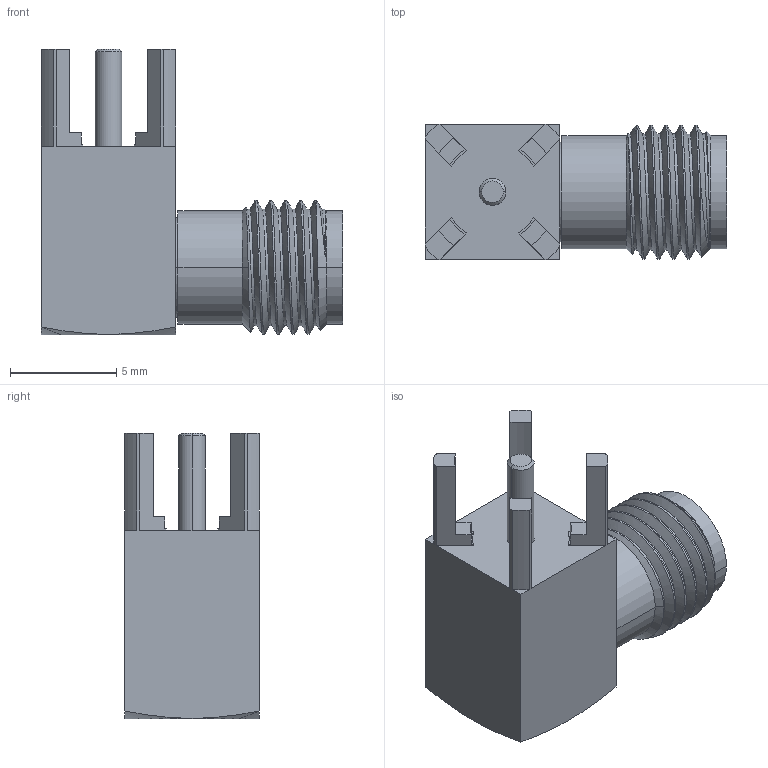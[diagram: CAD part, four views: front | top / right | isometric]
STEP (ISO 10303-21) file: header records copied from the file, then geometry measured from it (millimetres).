
FILE_DESCRIPTION((''),'2;1');
FILE_NAME('901-143-3_SW0001','2019-12-11T',('Kaviyarasan'),(''),'CREO PARAMETRIC BY PTC INC, 2018360','CREO PARAMETRIC BY PTC INC, 2018360','');
FILE_SCHEMA(('CONFIG_CONTROL_DESIGN'));
Length unit declared in the file: millimetre
Products named in the file (1): 901-143-3_SW0001
Bounding box: 14.22 x 6.35 x 13.46 mm (x, y, z)
Volume: 539.9 mm3; surface area: 630.5 mm2
Topology: 1 solids, 1 shells, 104 faces, 275 edges, 177 vertices
Faces by surface type: plane 41, cylinder 38, cone 16, bspline 9
Entity records: 5669 total; most frequent: CARTESIAN_POINT 3096, ORIENTED_EDGE 546, DIRECTION 503, EDGE_CURVE 273, VERTEX_POINT 177, AXIS2_PLACEMENT_3D 176, VECTOR 151, LINE 151
